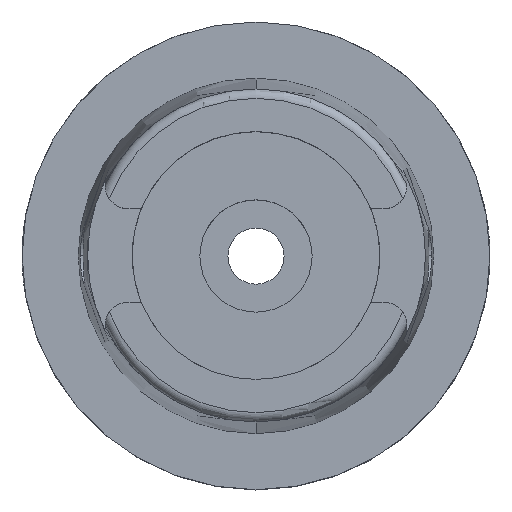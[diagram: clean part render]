
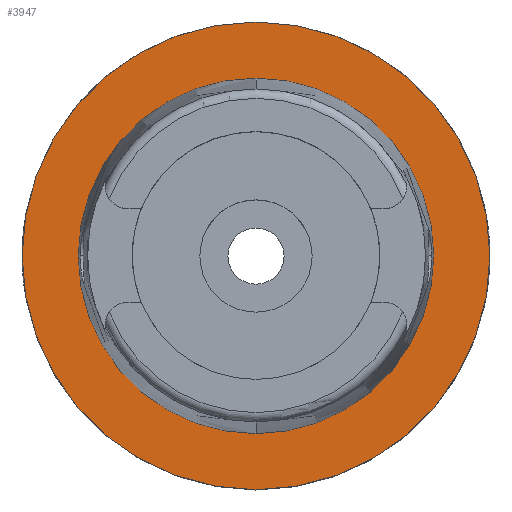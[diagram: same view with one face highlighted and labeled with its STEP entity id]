
A CAD part, top view. The second image highlights one B-rep face of the part: STEP entity #3947.
In plain terms, the highlighted planar face has unit normal (0, 0, 1).
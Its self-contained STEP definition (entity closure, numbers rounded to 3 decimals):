
#1948=CARTESIAN_POINT('',(0.,0.,0.));
#1949=DIRECTION('',(0.,0.,-1.));
#1950=DIRECTION('',(0.,-1.,0.));
#1951=AXIS2_PLACEMENT_3D('',#1948,#1949,#1950);
#1956=CARTESIAN_POINT('',(0.,0.,0.));
#1957=DIRECTION('',(0.,0.,-1.));
#1958=DIRECTION('',(0.,1.,0.));
#1959=AXIS2_PLACEMENT_3D('',#1956,#1957,#1958);
#1964=CARTESIAN_POINT('',(0.,0.,0.));
#1965=DIRECTION('',(0.,0.,1.));
#1966=DIRECTION('',(0.,-1.,0.));
#1967=AXIS2_PLACEMENT_3D('',#1964,#1965,#1966);
#1972=CARTESIAN_POINT('',(0.,0.,0.));
#1973=DIRECTION('',(0.,0.,1.));
#1974=DIRECTION('',(0.,1.,0.));
#1975=AXIS2_PLACEMENT_3D('',#1972,#1973,#1974);
#2272=CARTESIAN_POINT('',(0.,-38.,0.));
#2273=VERTEX_POINT('',#2272);
#2274=CARTESIAN_POINT('',(0.,38.,0.));
#2275=VERTEX_POINT('',#2274);
#2513=CARTESIAN_POINT('',(0.,50.,0.));
#2514=VERTEX_POINT('',#2513);
#2515=CARTESIAN_POINT('',(0.,-50.,0.));
#2516=VERTEX_POINT('',#2515);
#3934=CARTESIAN_POINT('',(0.,0.,0.));
#3935=DIRECTION('',(0.,0.,1.));
#3936=DIRECTION('',(0.,1.,0.));
#3937=AXIS2_PLACEMENT_3D('',#3934,#3935,#3936);
#3938=PLANE('',#3937);
#3939=ORIENTED_EDGE('',*,*,#3699,.T.);
#3940=ORIENTED_EDGE('',*,*,#3808,.T.);
#3941=EDGE_LOOP('',(#3939,#3940));
#3942=FACE_OUTER_BOUND('',#3941,.F.);
#3943=ORIENTED_EDGE('',*,*,#2751,.T.);
#3944=ORIENTED_EDGE('',*,*,#2722,.T.);
#3945=EDGE_LOOP('',(#3943,#3944));
#3946=FACE_BOUND('',#3945,.F.);
#1952=CIRCLE('',#1951,50.);
#1960=CIRCLE('',#1959,50.);
#1968=CIRCLE('',#1967,38.);
#1976=CIRCLE('',#1975,38.);
#2722=EDGE_CURVE('',#2275,#2273,#1976,.T.);
#2751=EDGE_CURVE('',#2273,#2275,#1968,.T.);
#3699=EDGE_CURVE('',#2516,#2514,#1952,.T.);
#3808=EDGE_CURVE('',#2514,#2516,#1960,.T.);
#3947=ADVANCED_FACE('',(#3942,#3946),#3938,.T.);
